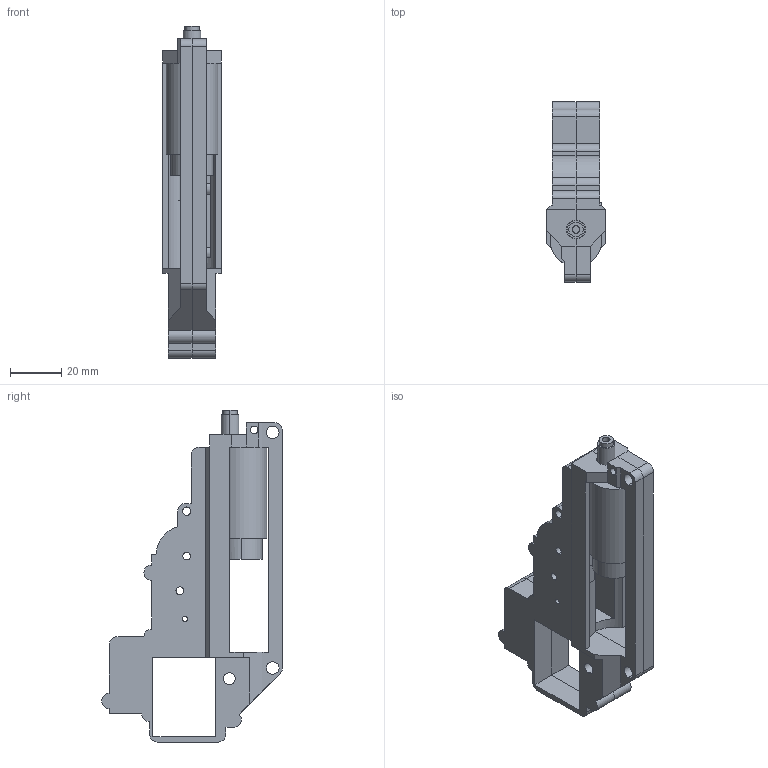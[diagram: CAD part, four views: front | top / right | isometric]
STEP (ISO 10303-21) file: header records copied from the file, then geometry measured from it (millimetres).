
FILE_DESCRIPTION((''),'1');
FILE_NAME('GEARBOX_ASSY_ASM','2017-02-01T',('GhengisDhon'),(''),'PRO/ENGINEER BY PARAMETRIC TECHNOLOGY CORPORATION, 1999260','PRO/ENGINEER BY PARAMETRIC TECHNOLOGY CORPORATION, 1999260','');
FILE_SCHEMA(('CONFIG_CONTROL_DESIGN'));
Length unit declared in the file: millimetre
Products named in the file (5): GEARBOX_RIGHT_V2P0; PISTON_HOUSING; GEARBOX_LEFT_V2P0; PISTON; GEARBOX_ASSY_ASM
Assembly tree (4 placements, depth 2):
  GEARBOX_ASSY_ASM
    GEARBOX_RIGHT_V2P0
    PISTON_HOUSING
    GEARBOX_LEFT_V2P0
    PISTON
Bounding box: 23 x 70.5 x 129.48 mm (x, y, z)
Volume: 56364.4 mm3; surface area: 39575.1 mm2
Topology: 4 solids, 4 shells, 236 faces, 662 edges, 437 vertices
Faces by surface type: plane 141, cylinder 95
Entity records: 7850 total; most frequent: DIRECTION 1353, CARTESIAN_POINT 1344, ORIENTED_EDGE 1324, EDGE_CURVE 662, VECTOR 461, LINE 461, AXIS2_PLACEMENT_3D 446, VERTEX_POINT 437
